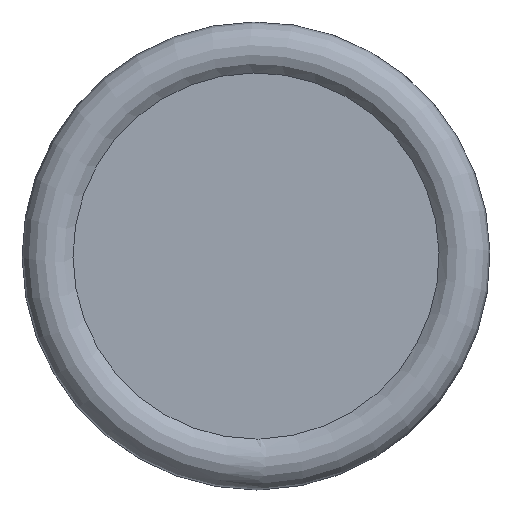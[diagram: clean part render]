
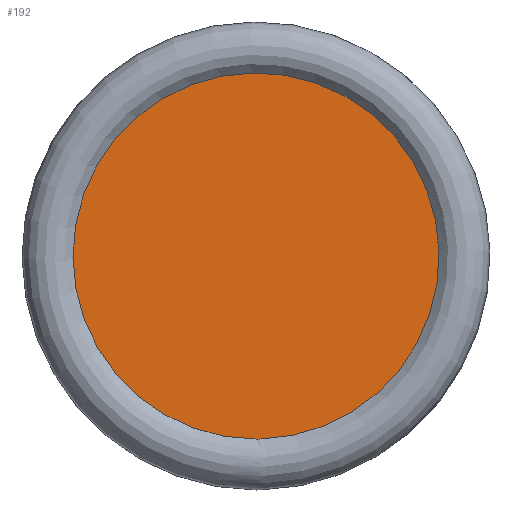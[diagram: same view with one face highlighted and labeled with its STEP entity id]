
A CAD part, left-side view. The second image highlights one B-rep face of the part: STEP entity #192.
In plain terms, the highlighted planar face has unit normal (-1, 0, 0).
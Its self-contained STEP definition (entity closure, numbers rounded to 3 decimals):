
#192=ADVANCED_FACE('',(#254),#236,.F.);
#236=PLANE('',#656);
#254=FACE_OUTER_BOUND('',#276,.T.);
#276=EDGE_LOOP('',(#342));
#342=ORIENTED_EDGE('',*,*,#544,.F.);
#490=VERTEX_POINT('',#918);
#544=EDGE_CURVE('',#490,#490,#618,.T.);
#618=CIRCLE('',#655,19.508);
#655=AXIS2_PLACEMENT_3D('',#917,#736,#737);
#656=AXIS2_PLACEMENT_3D('',#919,#738,#739);
#736=DIRECTION('',(1.,0.,0.));
#737=DIRECTION('',(0.,0.,-1.));
#738=DIRECTION('',(1.,0.,0.));
#739=DIRECTION('',(0.,0.,-1.));
#917=CARTESIAN_POINT('',(1.284,0.,0.));
#918=CARTESIAN_POINT('',(1.284,0.,-19.508));
#919=CARTESIAN_POINT('',(1.284,0.,0.));
